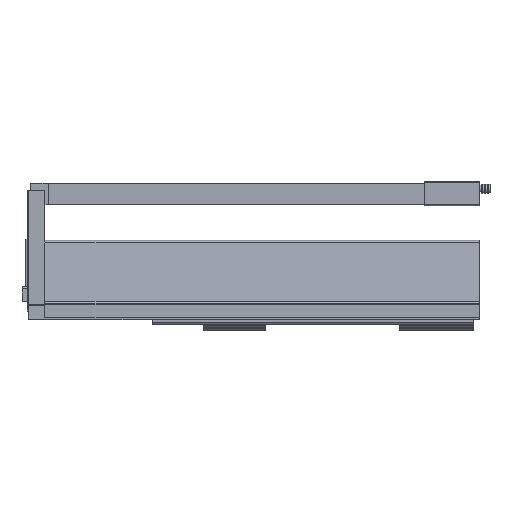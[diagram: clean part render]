
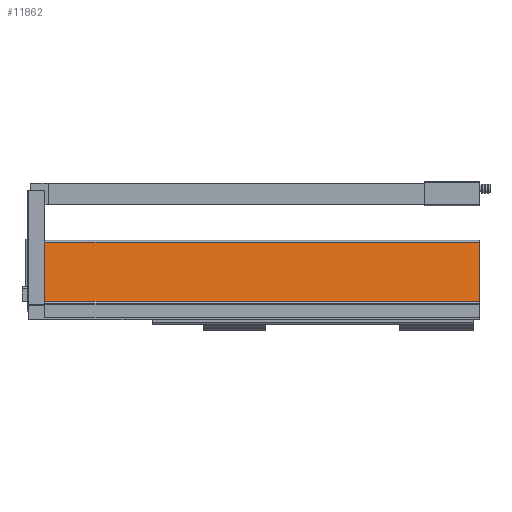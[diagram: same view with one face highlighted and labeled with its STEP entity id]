
A CAD part, top view. The second image highlights one B-rep face of the part: STEP entity #11862.
In plain terms, the highlighted planar face has unit normal (0, 0.139, 0.99).
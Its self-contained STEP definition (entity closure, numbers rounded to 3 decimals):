
#516 = VERTEX_POINT ( 'NONE', #5496 ) ;
#1074 = LINE ( 'NONE', #5069, #10467 ) ;
#1098 = VERTEX_POINT ( 'NONE', #7085 ) ;
#1370 = VERTEX_POINT ( 'NONE', #5361 ) ;
#1371 = DIRECTION ( 'NONE',  ( 0., 0.139, 0.99 ) ) ;
#1457 = DIRECTION ( 'NONE',  ( 1., 0., 0. ) ) ;
#2190 = EDGE_CURVE ( 'NONE', #516, #1370, #3312, .T. ) ;
#2365 = AXIS2_PLACEMENT_3D ( 'NONE', #2589, #1371, #8291 ) ;
#2375 = ORIENTED_EDGE ( 'NONE', *, *, #7151, .F. ) ;
#2454 = CARTESIAN_POINT ( 'NONE',  ( 0., 10.222, 34.135 ) ) ;
#2589 = CARTESIAN_POINT ( 'NONE',  ( -493., 75.024, 25.028 ) ) ;
#3312 = LINE ( 'NONE', #9397, #7329 ) ;
#4200 = VERTEX_POINT ( 'NONE', #5533 ) ;
#5069 = CARTESIAN_POINT ( 'NONE',  ( -473.5, 75.024, 25.028 ) ) ;
#5135 = VECTOR ( 'NONE', #6490, 1000. ) ;
#5173 = EDGE_CURVE ( 'NONE', #1098, #4200, #11297, .T. ) ;
#5192 = DIRECTION ( 'NONE',  ( 0., 0.99, -0.139 ) ) ;
#5361 = CARTESIAN_POINT ( 'NONE',  ( 0., 75.024, 25.028 ) ) ;
#5496 = CARTESIAN_POINT ( 'NONE',  ( -473.5, 75.024, 25.028 ) ) ;
#5533 = CARTESIAN_POINT ( 'NONE',  ( 0., 10.222, 34.135 ) ) ;
#5795 = EDGE_CURVE ( 'NONE', #1098, #516, #1074, .T. ) ;
#6490 = DIRECTION ( 'NONE',  ( 0., -0.99, 0.139 ) ) ;
#7027 = EDGE_LOOP ( 'NONE', ( #8497, #7071, #2375, #7323 ) ) ;
#7071 = ORIENTED_EDGE ( 'NONE', *, *, #5173, .T. ) ;
#7085 = CARTESIAN_POINT ( 'NONE',  ( -473.5, 10.222, 34.135 ) ) ;
#7151 = EDGE_CURVE ( 'NONE', #1370, #4200, #7471, .T. ) ;
#7323 = ORIENTED_EDGE ( 'NONE', *, *, #2190, .F. ) ;
#7329 = VECTOR ( 'NONE', #1457, 1000. ) ;
#7471 = LINE ( 'NONE', #11332, #5135 ) ;
#7513 = FACE_OUTER_BOUND ( 'NONE', #7027, .T. ) ;
#8291 = DIRECTION ( 'NONE',  ( 0., -0.99, 0.139 ) ) ;
#8497 = ORIENTED_EDGE ( 'NONE', *, *, #5795, .F. ) ;
#9397 = CARTESIAN_POINT ( 'NONE',  ( -493., 75.024, 25.028 ) ) ;
#10467 = VECTOR ( 'NONE', #5192, 1000. ) ;
#10937 = VECTOR ( 'NONE', #11831, 1000. ) ;
#11297 = LINE ( 'NONE', #2454, #10937 ) ;
#11332 = CARTESIAN_POINT ( 'NONE',  ( 0., 75.024, 25.028 ) ) ;
#11445 = PLANE ( 'NONE',  #2365 ) ;
#11831 = DIRECTION ( 'NONE',  ( 1., 0., 0. ) ) ;
#11862 = ADVANCED_FACE ( 'NONE', ( #7513 ), #11445, .T. ) ;
